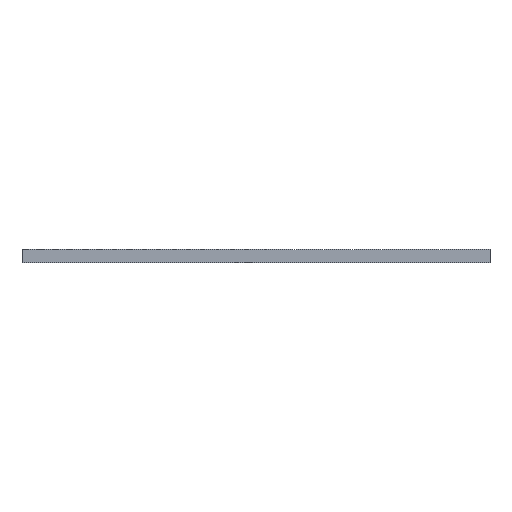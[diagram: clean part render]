
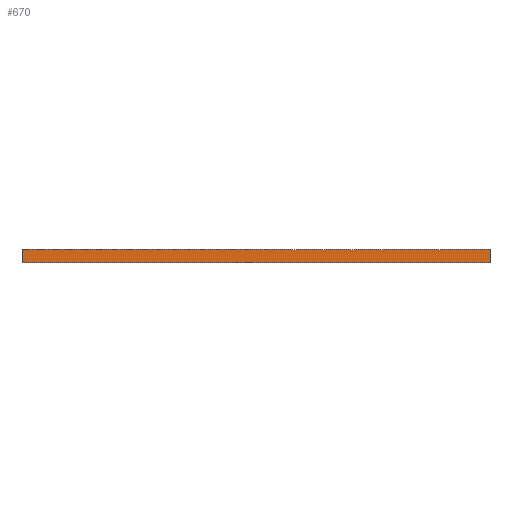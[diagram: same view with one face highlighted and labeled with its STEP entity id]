
A CAD part, left-side view. The second image highlights one B-rep face of the part: STEP entity #670.
In plain terms, the highlighted planar face has unit normal (-1, 0, 0).
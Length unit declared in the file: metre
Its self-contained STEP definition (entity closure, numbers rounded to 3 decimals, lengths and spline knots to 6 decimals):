
#110=ORIENTED_EDGE('',*,*,#253,.T.);
#111=ORIENTED_EDGE('',*,*,#254,.F.);
#112=ORIENTED_EDGE('',*,*,#255,.F.);
#113=ORIENTED_EDGE('',*,*,#251,.T.);
#251=EDGE_CURVE('',#323,#322,#391,.T.);
#253=EDGE_CURVE('',#322,#324,#393,.T.);
#254=EDGE_CURVE('',#325,#324,#394,.T.);
#255=EDGE_CURVE('',#323,#325,#395,.T.);
#322=VERTEX_POINT('',#1031);
#323=VERTEX_POINT('',#1033);
#324=VERTEX_POINT('',#1037);
#325=VERTEX_POINT('',#1039);
#391=LINE('',#1032,#403);
#393=LINE('',#1036,#405);
#394=LINE('',#1038,#406);
#395=LINE('',#1040,#407);
#403=VECTOR('',#824,1.);
#405=VECTOR('',#828,1.);
#406=VECTOR('',#829,1.);
#407=VECTOR('',#830,1.);
#412=EDGE_LOOP('',(#110,#111,#112,#113));
#538=FACE_BOUND('',#412,.T.);
#664=PLANE('',#719);
#670=ADVANCED_FACE('',(#538),#664,.F.);
#719=AXIS2_PLACEMENT_3D('',#1035,#826,#827);
#824=DIRECTION('',(0.,0.,-1.));
#826=DIRECTION('',(1.,0.,0.));
#827=DIRECTION('',(0.,1.,0.));
#828=DIRECTION('',(0.,-1.,0.));
#829=DIRECTION('',(0.,0.,-1.));
#830=DIRECTION('',(0.,-1.,0.));
#1031=CARTESIAN_POINT('',(-0.09,0.09,0.));
#1032=CARTESIAN_POINT('',(-0.09,0.09,0.005));
#1033=CARTESIAN_POINT('',(-0.09,0.09,0.005));
#1035=CARTESIAN_POINT('',(-0.09,0.,0.005));
#1036=CARTESIAN_POINT('',(-0.09,0.,0.));
#1037=CARTESIAN_POINT('',(-0.09,-0.09,0.));
#1038=CARTESIAN_POINT('',(-0.09,-0.09,0.005));
#1039=CARTESIAN_POINT('',(-0.09,-0.09,0.005));
#1040=CARTESIAN_POINT('',(-0.09,0.,0.005));
